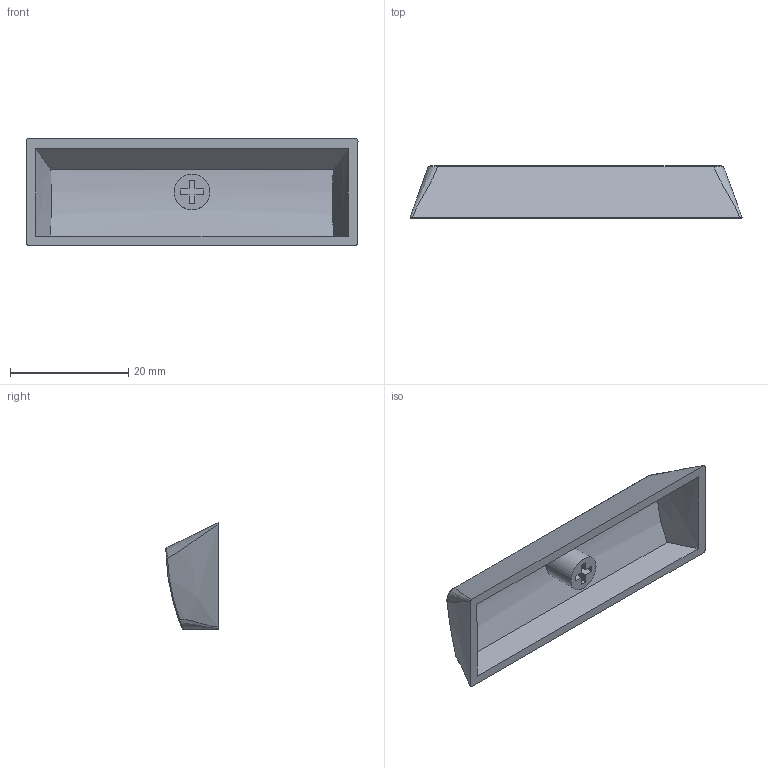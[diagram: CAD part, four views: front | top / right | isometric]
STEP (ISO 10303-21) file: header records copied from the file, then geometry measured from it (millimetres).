
FILE_DESCRIPTION(/* description */ (''),/* implementation_level */ '2;1');
FILE_NAME(/* name */ 'r4_300C.step',/* time_stamp */ '2020-06-26T22:10:35-04:00',/* author */ (''),/* organization */ (''),/* preprocessor_version */ 'ST-DEVELOPER v18.1',/* originating_system */ 'Autodesk Translation Framework v9.3.0.1241',/* authorisation */ '');
FILE_SCHEMA (('AUTOMOTIVE_DESIGN { 1 0 10303 214 3 1 1 }'));
Length unit declared in the file: millimetre
Products named in the file (1): r4_300C
Bounding box: 56.1 x 8.8 x 18 mm (x, y, z)
Volume: 2513.7 mm3; surface area: 3618.3 mm2
Topology: 1 solids, 1 shells, 38 faces, 92 edges, 59 vertices
Faces by surface type: plane 18, bspline 14, cylinder 6
Full cylindrical faces by diameter (mm): 6 x1
Entity records: 3034 total; most frequent: CARTESIAN_POINT 2206, ORIENTED_EDGE 184, DIRECTION 125, EDGE_CURVE 92, VERTEX_POINT 59, LINE 43, VECTOR 43, EDGE_LOOP 41
